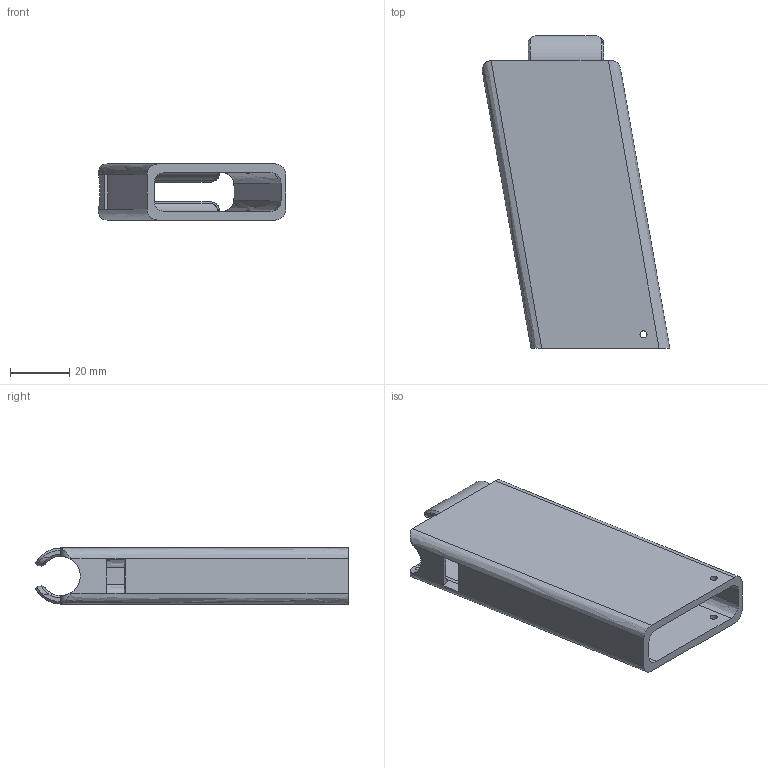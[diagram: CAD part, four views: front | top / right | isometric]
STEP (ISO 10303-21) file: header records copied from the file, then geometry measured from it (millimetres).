
FILE_DESCRIPTION(/* description */ (''),/* implementation_level */ '2;1');
FILE_NAME(/* name */ 'MAG_BODY_7_STANDARD[1.1].step',/* time_stamp */ '2021-03-01T08:33:58-05:00',/* author */ (''),/* organization */ (''),/* preprocessor_version */ 'ST-DEVELOPER v18.1',/* originating_system */ 'Autodesk Translation Framework v9.7.0.1280',/* authorisation */ '');
FILE_SCHEMA (('AUTOMOTIVE_DESIGN { 1 0 10303 214 3 1 1 }'));
Length unit declared in the file: inch
Products named in the file (1): MAG_BODY_7_STANDARD[1.1]
Bounding box: 63.21 x 105.25 x 18.9 mm (x, y, z)
Volume: 31518.9 mm3; surface area: 23705.1 mm2
Topology: 1 solids, 1 shells, 107 faces, 280 edges, 170 vertices
Faces by surface type: bspline 48, plane 35, cylinder 16, cone 8
Full cylindrical faces by diameter (mm): 2.381 x2
Entity records: 4381 total; most frequent: CARTESIAN_POINT 2063, ORIENTED_EDGE 556, DIRECTION 332, EDGE_CURVE 278, VERTEX_POINT 170, LINE 138, VECTOR 138, EDGE_LOOP 112
